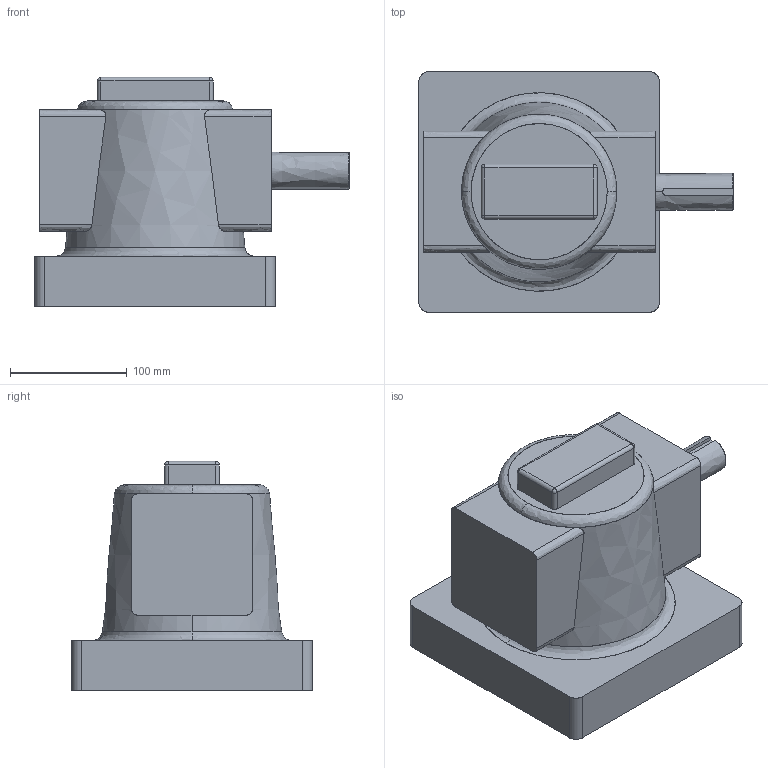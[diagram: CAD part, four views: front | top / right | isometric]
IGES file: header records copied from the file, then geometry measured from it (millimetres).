
Start section: SolidWorks IGES file using analytic representation for surfaces
Global section: file name: Diff_RA 20.igs; native system: SolidWorks 2010; preprocessor: SolidWorks 2010; author: Josh; date: 101212.234918; units: inch
Bounding box: 269.49 x 206.25 x 196.85 mm (x, y, z)
Surface area: 217250.5 mm2 (no closed solid volume)
Topology: 0 solids, 0 shells, 61 faces, 861 edges, 857 vertices
Faces by surface type: revolution 31, bspline 30
